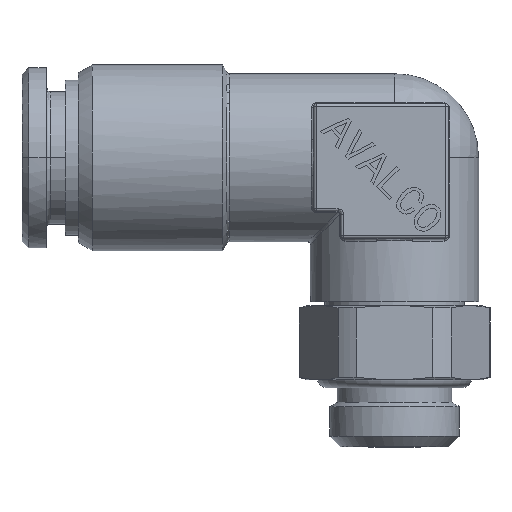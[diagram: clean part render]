
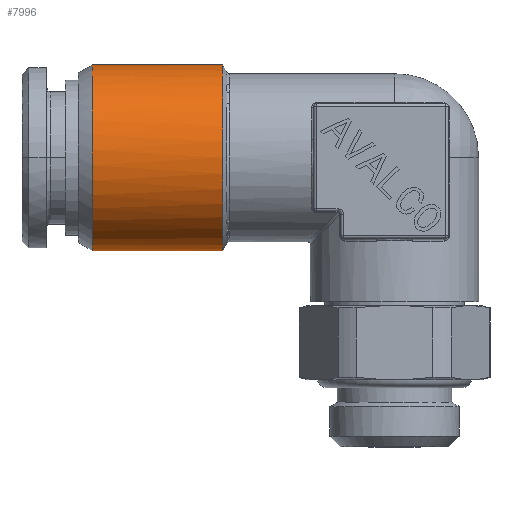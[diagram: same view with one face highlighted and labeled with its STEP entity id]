
A CAD part, top view. The second image highlights one B-rep face of the part: STEP entity #7996.
In plain terms, the highlighted cylindrical face has radius 6.9 mm (diameter 13.8 mm), a partial arc.
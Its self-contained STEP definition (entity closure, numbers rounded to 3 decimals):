
#7836=CARTESIAN_POINT('Vertex',(-12.788,6.9,0.)) ;
#7843=CARTESIAN_POINT('Vertex',(-12.788,-6.9,0.)) ;
#7864=CARTESIAN_POINT('Axis2P3D Location',(-12.788,0.,0.)) ;
#7946=CARTESIAN_POINT('Vertex',(-22.48,6.9,0.)) ;
#7948=CARTESIAN_POINT('Vertex',(-22.48,-6.9,0.)) ;
#7951=CARTESIAN_POINT('Line Origine',(-24.03,6.9,0.)) ;
#7956=CARTESIAN_POINT('Line Origine',(-24.03,-6.9,0.)) ;
#7968=CARTESIAN_POINT('Axis2P3D Location',(-24.03,0.,0.)) ;
#7974=CARTESIAN_POINT('Control Point',(-22.48,6.9,0.)) ;
#7975=CARTESIAN_POINT('Control Point',(-22.48,6.9,1.084)) ;
#7976=CARTESIAN_POINT('Control Point',(-22.48,6.687,2.168)) ;
#7977=CARTESIAN_POINT('Control Point',(-22.48,6.261,3.196)) ;
#7978=CARTESIAN_POINT('Control Point',(-22.48,5.03,5.03)) ;
#7979=CARTESIAN_POINT('Control Point',(-22.48,3.196,6.261)) ;
#7980=CARTESIAN_POINT('Control Point',(-22.48,2.168,6.687)) ;
#7981=CARTESIAN_POINT('Control Point',(-22.48,0.,7.113)) ;
#7982=CARTESIAN_POINT('Control Point',(-22.48,-2.168,6.687)) ;
#7983=CARTESIAN_POINT('Control Point',(-22.48,-3.196,6.261)) ;
#7984=CARTESIAN_POINT('Control Point',(-22.48,-5.03,5.03)) ;
#7985=CARTESIAN_POINT('Control Point',(-22.48,-6.261,3.196)) ;
#7986=CARTESIAN_POINT('Control Point',(-22.48,-6.687,2.168)) ;
#7987=CARTESIAN_POINT('Control Point',(-22.48,-6.9,1.084)) ;
#7988=CARTESIAN_POINT('Control Point',(-22.48,-6.9,0.)) ;
#7865=DIRECTION('Axis2P3D Direction',(-1.,0.,0.)) ;
#7952=DIRECTION('Vector Direction',(1.,0.,0.)) ;
#7957=DIRECTION('Vector Direction',(1.,0.,0.)) ;
#7969=DIRECTION('Axis2P3D Direction',(1.,0.,0.)) ;
#7970=DIRECTION('Axis2P3D XDirection',(0.,1.,0.)) ;
#7866=AXIS2_PLACEMENT_3D('Circle Axis2P3D',#7864,#7865,$) ;
#7971=AXIS2_PLACEMENT_3D('Cylinder Axis2P3D',#7968,#7969,#7970) ;
#7991=ORIENTED_EDGE('',*,*,#7989,.T.) ;
#7992=ORIENTED_EDGE('',*,*,#7960,.F.) ;
#7993=ORIENTED_EDGE('',*,*,#7868,.T.) ;
#7994=ORIENTED_EDGE('',*,*,#7955,.F.) ;
#7953=VECTOR('Line Direction',#7952,1.) ;
#7958=VECTOR('Line Direction',#7957,1.) ;
#7996=ADVANCED_FACE('PR507B-08G18',(#7995),#7972,.T.) ;
#7973=B_SPLINE_CURVE_WITH_KNOTS('',5,(#7974,#7975,#7976,#7977,#7978,#7979,#7980,#7981,#7982,#7983,#7984,#7985,#7986,#7987,#7988),.UNSPECIFIED.,.F.,.U.,(6,3,3,3,6),(-10.838,-5.419,0.,5.419,10.838),.UNSPECIFIED.) ;
#7867=CIRCLE('generated circle',#7866,6.9) ;
#7972=CYLINDRICAL_SURFACE('generated cylinder',#7971,6.9) ;
#7868=EDGE_CURVE('',#7844,#7837,#7867,.T.) ;
#7955=EDGE_CURVE('',#7947,#7837,#7954,.T.) ;
#7960=EDGE_CURVE('',#7844,#7949,#7959,.F.) ;
#7989=EDGE_CURVE('',#7947,#7949,#7973,.T.) ;
#7990=EDGE_LOOP('',(#7991,#7992,#7993,#7994)) ;
#7995=FACE_OUTER_BOUND('',#7990,.T.) ;
#7954=LINE('Line',#7951,#7953) ;
#7959=LINE('Line',#7956,#7958) ;
#7837=VERTEX_POINT('',#7836) ;
#7844=VERTEX_POINT('',#7843) ;
#7947=VERTEX_POINT('',#7946) ;
#7949=VERTEX_POINT('',#7948) ;
